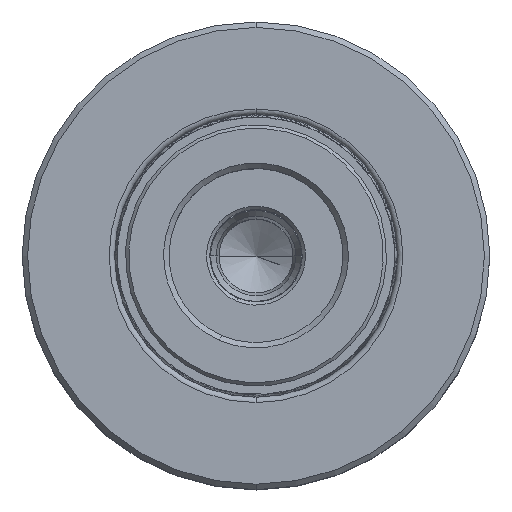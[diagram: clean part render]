
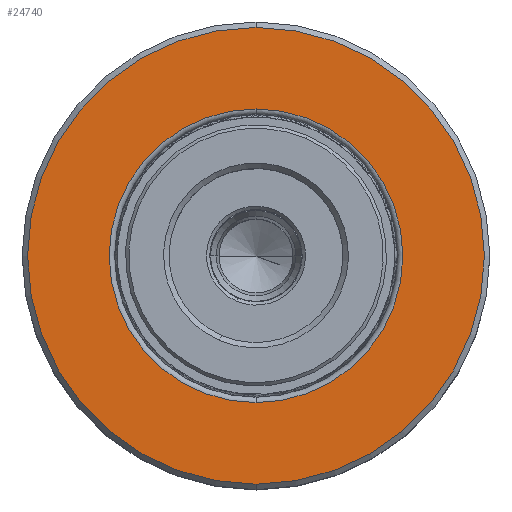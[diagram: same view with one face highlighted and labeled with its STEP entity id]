
A CAD part, top view. The second image highlights one B-rep face of the part: STEP entity #24740.
In plain terms, the highlighted face is planar.
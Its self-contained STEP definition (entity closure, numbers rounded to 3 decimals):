
#460 = CARTESIAN_POINT ( 'NONE',  ( 0., 10.687, 0. ) ) ;
#1871 = CARTESIAN_POINT ( 'NONE',  ( 0., 10.687, 21. ) ) ;
#4766 = DIRECTION ( 'NONE',  ( 0., -1., 0. ) ) ;
#4860 = CIRCLE ( 'NONE', #33747, 13.5 ) ;
#5035 = FACE_BOUND ( 'NONE', #32221, .T. ) ;
#5950 = CIRCLE ( 'NONE', #18178, 21. ) ;
#6362 = EDGE_CURVE ( 'NONE', #21095, #9222, #5950, .T. ) ;
#6689 = FACE_OUTER_BOUND ( 'NONE', #12820, .T. ) ;
#7851 = CIRCLE ( 'NONE', #16914, 13.5 ) ;
#9222 = VERTEX_POINT ( 'NONE', #1871 ) ;
#9759 = PLANE ( 'NONE',  #12259 ) ;
#11558 = VERTEX_POINT ( 'NONE', #15718 ) ;
#12259 = AXIS2_PLACEMENT_3D ( 'NONE', #12538, #20506, #12436 ) ;
#12436 = DIRECTION ( 'NONE',  ( 0., 0., 1. ) ) ;
#12538 = CARTESIAN_POINT ( 'NONE',  ( 21., 10.687, 0. ) ) ;
#12820 = EDGE_LOOP ( 'NONE', ( #19432, #31260 ) ) ;
#12977 = ORIENTED_EDGE ( 'NONE', *, *, #31816, .T. ) ;
#13030 = EDGE_CURVE ( 'NONE', #11558, #17362, #7851, .T. ) ;
#14717 = CARTESIAN_POINT ( 'NONE',  ( 0., 10.687, 0. ) ) ;
#15718 = CARTESIAN_POINT ( 'NONE',  ( 0., 10.687, -13.5 ) ) ;
#16561 = ORIENTED_EDGE ( 'NONE', *, *, #13030, .T. ) ;
#16770 = CIRCLE ( 'NONE', #22587, 21. ) ;
#16914 = AXIS2_PLACEMENT_3D ( 'NONE', #460, #21711, #29642 ) ;
#17362 = VERTEX_POINT ( 'NONE', #19064 ) ;
#17835 = DIRECTION ( 'NONE',  ( 0., 0., -1. ) ) ;
#18178 = AXIS2_PLACEMENT_3D ( 'NONE', #28434, #4766, #17835 ) ;
#19064 = CARTESIAN_POINT ( 'NONE',  ( 0., 10.687, 13.5 ) ) ;
#19432 = ORIENTED_EDGE ( 'NONE', *, *, #6362, .F. ) ;
#19551 = EDGE_CURVE ( 'NONE', #9222, #21095, #16770, .T. ) ;
#20506 = DIRECTION ( 'NONE',  ( 0., 1., 0. ) ) ;
#21095 = VERTEX_POINT ( 'NONE', #26409 ) ;
#21711 = DIRECTION ( 'NONE',  ( 0., -1., 0. ) ) ;
#22587 = AXIS2_PLACEMENT_3D ( 'NONE', #24448, #24561, #26973 ) ;
#24448 = CARTESIAN_POINT ( 'NONE',  ( 0., 10.687, 0. ) ) ;
#24561 = DIRECTION ( 'NONE',  ( 0., -1., 0. ) ) ;
#24740 = ADVANCED_FACE ( 'NONE', ( #5035, #6689 ), #9759, .T. ) ;
#26409 = CARTESIAN_POINT ( 'NONE',  ( 0., 10.687, -21. ) ) ;
#26973 = DIRECTION ( 'NONE',  ( 0., 0., -1. ) ) ;
#28434 = CARTESIAN_POINT ( 'NONE',  ( 0., 10.687, 0. ) ) ;
#29642 = DIRECTION ( 'NONE',  ( 0., 0., -1. ) ) ;
#31260 = ORIENTED_EDGE ( 'NONE', *, *, #19551, .F. ) ;
#31816 = EDGE_CURVE ( 'NONE', #17362, #11558, #4860, .T. ) ;
#32221 = EDGE_LOOP ( 'NONE', ( #16561, #12977 ) ) ;
#33166 = DIRECTION ( 'NONE',  ( 0., -1., 0. ) ) ;
#33280 = DIRECTION ( 'NONE',  ( 0., 0., -1. ) ) ;
#33747 = AXIS2_PLACEMENT_3D ( 'NONE', #14717, #33166, #33280 ) ;
